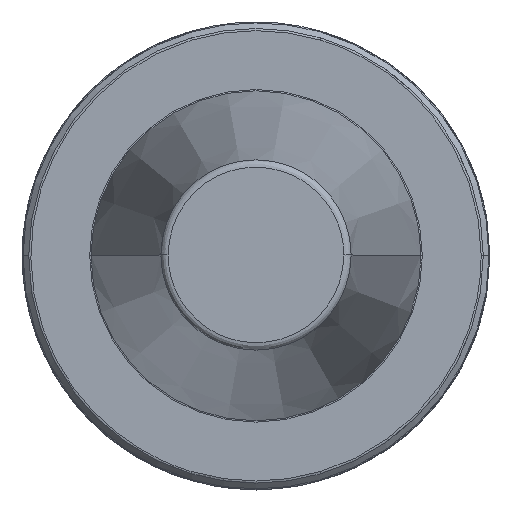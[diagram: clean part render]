
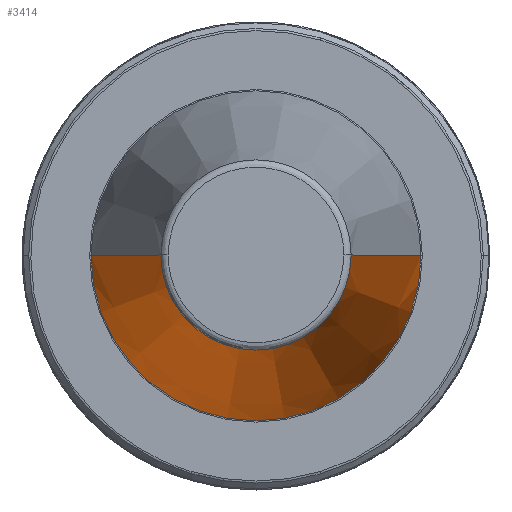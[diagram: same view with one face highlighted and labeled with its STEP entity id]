
A CAD part, top view. The second image highlights one B-rep face of the part: STEP entity #3414.
In plain terms, the highlighted conical face has half-angle 8.297 degrees and reference radius 12.812 mm.
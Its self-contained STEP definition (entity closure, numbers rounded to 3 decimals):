
#18 = ORIENTED_EDGE ( 'NONE', *, *, #1301, .T. ) ;
#153 = EDGE_LOOP ( 'NONE', ( #1896, #2076, #239, #18 ) ) ;
#175 = EDGE_CURVE ( 'NONE', #867, #2257, #195, .T. ) ;
#195 = LINE ( 'NONE', #2099, #3360 ) ;
#218 = CARTESIAN_POINT ( 'NONE',  ( -22.225, 0., 6.238 ) ) ;
#239 = ORIENTED_EDGE ( 'NONE', *, *, #175, .T. ) ;
#253 = CARTESIAN_POINT ( 'NONE',  ( 12.812, 0., 70.783 ) ) ;
#279 = DIRECTION ( 'NONE',  ( 0., 0., 1. ) ) ;
#332 = CARTESIAN_POINT ( 'NONE',  ( 12.812, 0., 70.783 ) ) ;
#485 = CARTESIAN_POINT ( 'NONE',  ( 22.225, 0., 6.238 ) ) ;
#718 = CIRCLE ( 'NONE', #2704, 12.812 ) ;
#778 = AXIS2_PLACEMENT_3D ( 'NONE', #3398, #3653, #2164 ) ;
#867 = VERTEX_POINT ( 'NONE', #3644 ) ;
#936 = AXIS2_PLACEMENT_3D ( 'NONE', #1611, #2501, #1904 ) ;
#1301 = EDGE_CURVE ( 'NONE', #2257, #2326, #3552, .T. ) ;
#1493 = FACE_OUTER_BOUND ( 'NONE', #153, .T. ) ;
#1611 = CARTESIAN_POINT ( 'NONE',  ( 0., 0., 70.783 ) ) ;
#1864 = CARTESIAN_POINT ( 'NONE',  ( 0., 0., 70.783 ) ) ;
#1896 = ORIENTED_EDGE ( 'NONE', *, *, #2516, .F. ) ;
#1904 = DIRECTION ( 'NONE',  ( -1., 0., 0. ) ) ;
#1934 = VERTEX_POINT ( 'NONE', #332 ) ;
#2042 = CONICAL_SURFACE ( 'NONE', #936, 12.812, 0.145 ) ;
#2076 = ORIENTED_EDGE ( 'NONE', *, *, #2293, .F. ) ;
#2099 = CARTESIAN_POINT ( 'NONE',  ( -12.812, 0., 70.783 ) ) ;
#2132 = VECTOR ( 'NONE', #2941, 1000. ) ;
#2164 = DIRECTION ( 'NONE',  ( 1., 0., 0. ) ) ;
#2257 = VERTEX_POINT ( 'NONE', #218 ) ;
#2293 = EDGE_CURVE ( 'NONE', #867, #1934, #718, .T. ) ;
#2326 = VERTEX_POINT ( 'NONE', #485 ) ;
#2501 = DIRECTION ( 'NONE',  ( 0., 0., -1. ) ) ;
#2516 = EDGE_CURVE ( 'NONE', #1934, #2326, #3570, .T. ) ;
#2704 = AXIS2_PLACEMENT_3D ( 'NONE', #1864, #279, #3356 ) ;
#2941 = DIRECTION ( 'NONE',  ( 0.144, 0., -0.99 ) ) ;
#3353 = DIRECTION ( 'NONE',  ( -0.144, 0., -0.99 ) ) ;
#3356 = DIRECTION ( 'NONE',  ( -1., 0., 0. ) ) ;
#3360 = VECTOR ( 'NONE', #3353, 1000. ) ;
#3398 = CARTESIAN_POINT ( 'NONE',  ( 0., 0., 6.238 ) ) ;
#3414 = ADVANCED_FACE ( 'NONE', ( #1493 ), #2042, .T. ) ;
#3552 = CIRCLE ( 'NONE', #778, 22.225 ) ;
#3570 = LINE ( 'NONE', #253, #2132 ) ;
#3644 = CARTESIAN_POINT ( 'NONE',  ( -12.812, 0., 70.783 ) ) ;
#3653 = DIRECTION ( 'NONE',  ( 0., 0., 1. ) ) ;
